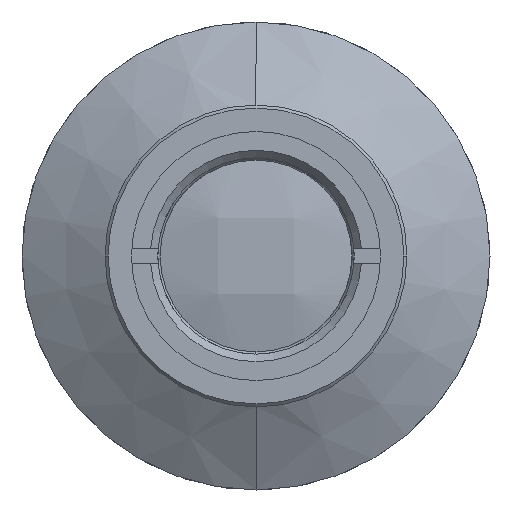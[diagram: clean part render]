
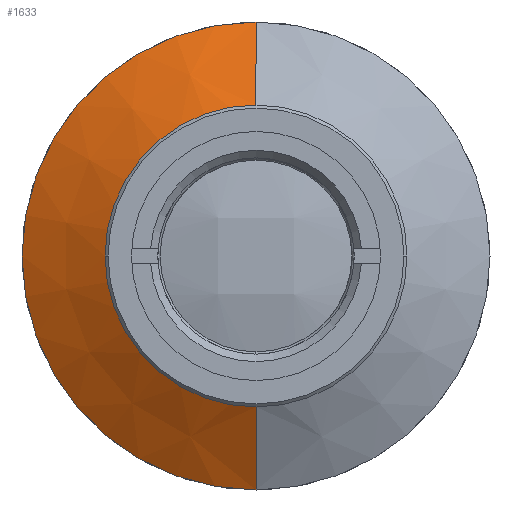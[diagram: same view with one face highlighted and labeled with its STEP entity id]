
A CAD part, left-side view. The second image highlights one B-rep face of the part: STEP entity #1633.
In plain terms, the highlighted conical face has half-angle 60 degrees and reference radius 15.5 mm.
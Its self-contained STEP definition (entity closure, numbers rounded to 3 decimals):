
#415 = CARTESIAN_POINT ( 'NONE',  ( 119.46, 0., 0. ) ) ;
#631 = VERTEX_POINT ( 'NONE', #9149 ) ;
#1633 = ADVANCED_FACE ( 'NONE', ( #3417 ), #12028, .T. ) ;
#2048 = DIRECTION ( 'NONE',  ( 0., 0., 1. ) ) ;
#2249 = CARTESIAN_POINT ( 'NONE',  ( 116.284, 0., 10. ) ) ;
#2443 = DIRECTION ( 'NONE',  ( 1., 0., 0. ) ) ;
#2767 = EDGE_CURVE ( 'NONE', #11477, #10804, #4409, .T. ) ;
#2940 = CARTESIAN_POINT ( 'NONE',  ( 116.284, 0., 0. ) ) ;
#3224 = DIRECTION ( 'NONE',  ( -1., 0., 0. ) ) ;
#3417 = FACE_OUTER_BOUND ( 'NONE', #5526, .T. ) ;
#3920 = CIRCLE ( 'NONE', #10700, 10. ) ;
#4322 = VECTOR ( 'NONE', #9903, 1000. ) ;
#4409 = LINE ( 'NONE', #8079, #7540 ) ;
#4450 = DIRECTION ( 'NONE',  ( 0., 0., -1. ) ) ;
#4843 = AXIS2_PLACEMENT_3D ( 'NONE', #9113, #2443, #11788 ) ;
#5016 = CARTESIAN_POINT ( 'NONE',  ( 116.284, 0., -10. ) ) ;
#5218 = EDGE_CURVE ( 'NONE', #10804, #631, #11917, .T. ) ;
#5342 = EDGE_CURVE ( 'NONE', #5463, #631, #11783, .T. ) ;
#5463 = VERTEX_POINT ( 'NONE', #5016 ) ;
#5526 = EDGE_LOOP ( 'NONE', ( #6868, #7752, #10299, #7602 ) ) ;
#6234 = CARTESIAN_POINT ( 'NONE',  ( 119.46, 0., -15.5 ) ) ;
#6868 = ORIENTED_EDGE ( 'NONE', *, *, #11258, .F. ) ;
#7540 = VECTOR ( 'NONE', #11809, 1000. ) ;
#7602 = ORIENTED_EDGE ( 'NONE', *, *, #5342, .F. ) ;
#7683 = CARTESIAN_POINT ( 'NONE',  ( 119.46, 0., 15.5 ) ) ;
#7752 = ORIENTED_EDGE ( 'NONE', *, *, #2767, .T. ) ;
#8079 = CARTESIAN_POINT ( 'NONE',  ( 119.46, 0., 15.5 ) ) ;
#8200 = AXIS2_PLACEMENT_3D ( 'NONE', #415, #3224, #4450 ) ;
#9113 = CARTESIAN_POINT ( 'NONE',  ( 119.46, 0., 0. ) ) ;
#9149 = CARTESIAN_POINT ( 'NONE',  ( 119.46, 0., -15.5 ) ) ;
#9903 = DIRECTION ( 'NONE',  ( 0.5, 0., -0.866 ) ) ;
#10299 = ORIENTED_EDGE ( 'NONE', *, *, #5218, .T. ) ;
#10373 = DIRECTION ( 'NONE',  ( -1., 0., 0. ) ) ;
#10700 = AXIS2_PLACEMENT_3D ( 'NONE', #2940, #10373, #2048 ) ;
#10804 = VERTEX_POINT ( 'NONE', #7683 ) ;
#11258 = EDGE_CURVE ( 'NONE', #11477, #5463, #3920, .T. ) ;
#11477 = VERTEX_POINT ( 'NONE', #2249 ) ;
#11783 = LINE ( 'NONE', #6234, #4322 ) ;
#11788 = DIRECTION ( 'NONE',  ( 0., 0., -1. ) ) ;
#11809 = DIRECTION ( 'NONE',  ( 0.5, 0., 0.866 ) ) ;
#11917 = CIRCLE ( 'NONE', #8200, 15.5 ) ;
#12028 = CONICAL_SURFACE ( 'NONE', #4843, 15.5, 1.047 ) ;
